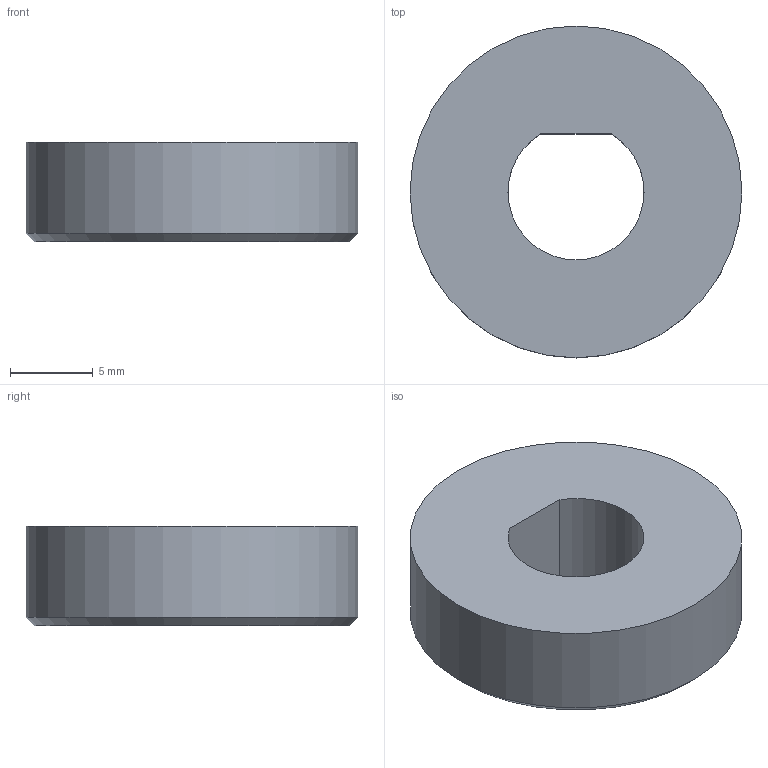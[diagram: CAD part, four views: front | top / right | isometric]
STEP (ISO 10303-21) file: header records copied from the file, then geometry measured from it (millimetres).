
FILE_DESCRIPTION( ( 'Unknown' ), '1' );
FILE_NAME( 'Pulley-mould-Y-blade.stp', 'Unknown', ( 'Ed Sells' ), ( 'University of Bath' ), 'XStep 1.0', 'Solid Edge v19', ' ' );
FILE_SCHEMA( ( 'CONFIG_CONTROL_DESIGN' ) );
Length unit declared in the file: millimetre
Products named in the file (1): 1
Bounding box: 20 x 20 x 6 mm (x, y, z)
Volume: 1570.8 mm3; surface area: 1037.7 mm2
Topology: 1 solids, 1 shells, 6 faces, 12 edges, 8 vertices
Faces by surface type: plane 3, cylinder 2, cone 1
Full cylindrical faces by diameter (mm): 20 x1
Entity records: 190 total; most frequent: DIRECTION 28, CARTESIAN_POINT 23, ORIENTED_EDGE 18, AXIS2_PLACEMENT_3D 12, EDGE_LOOP 10, EDGE_CURVE 9, FACE_OUTER_BOUND 7, VERTEX_POINT 7
